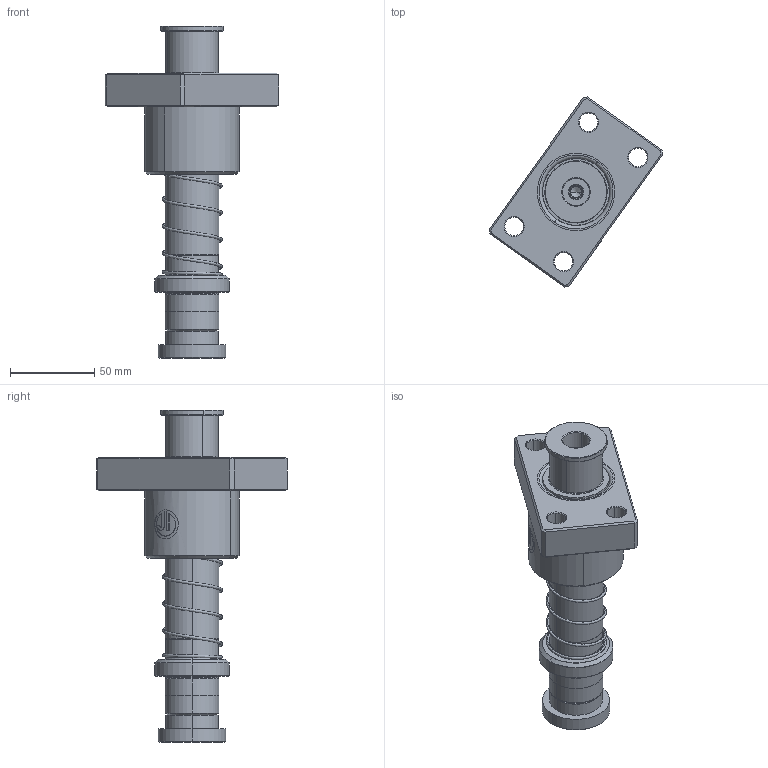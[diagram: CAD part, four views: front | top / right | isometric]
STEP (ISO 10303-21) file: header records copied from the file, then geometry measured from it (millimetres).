
FILE_DESCRIPTION (( 'STEP AP214' ), '1' );
FILE_NAME ('FRKS FRKJ-D32-L130(BL-60).STEP', '2021-09-14T01:07:10', ( '' ), ( '' ), 'SwSTEP 2.0', 'SolidWorks 2016', '' );
FILE_SCHEMA (( 'AUTOMOTIVE_DESIGN' ));
Length unit declared in the file: millimetre
Products named in the file (258): BALL-D4; HWP-D35.7-d32.5-L70; SAB-32-1; SAB-32; BSH-D39.5-32.5-L60郪蚾; TRPK-D32-L130; GTK-D37-d31; TRPK蹟簽D32; BSH-39.5-32.5-L60; FRKS FRKJ-D32-L130(BL-60)
Assembly tree (250 placements, depth 3):
  BALL-D4
  BALL-D4
  BALL-D4
  BALL-D4
  BALL-D4
Bounding box: 102.95 x 112.78 x 197 mm (x, y, z)
Volume: 309410.5 mm3; surface area: 118068.7 mm2
Topology: 245 solids, 245 shells, 1158 faces, 4919 edges, 3264 vertices
Faces by surface type: sphere 952, cylinder 60, cone 58, plane 58, torus 16, bspline 14
Entity records: 53145 total; most frequent: CARTESIAN_POINT 30726, ORIENTED_EDGE 3940, DIRECTION 3500, EDGE_CURVE 1970, AXIS2_PLACEMENT_3D 1645, VERTEX_POINT 1292, EDGE_LOOP 1196, B_SPLINE_CURVE_WITH_KNOTS 1045
